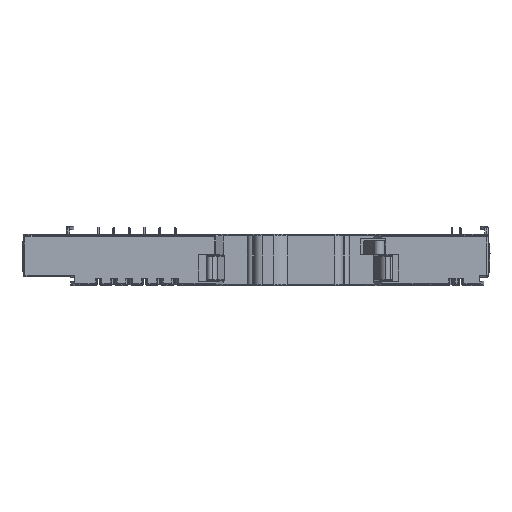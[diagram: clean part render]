
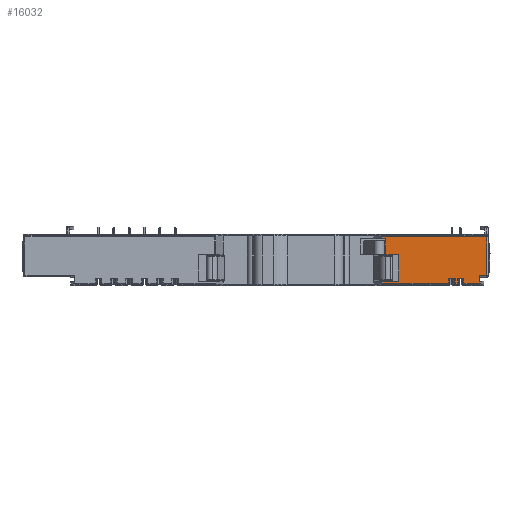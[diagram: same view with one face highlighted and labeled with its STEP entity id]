
A CAD part, front view. The second image highlights one B-rep face of the part: STEP entity #16032.
In plain terms, the highlighted planar face has unit normal (0, -1, 0).
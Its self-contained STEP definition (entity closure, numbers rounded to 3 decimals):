
#1449=DIRECTION('',(1.,0.,0.));
#1450=VECTOR('',#1449,1.6);
#1451=CARTESIAN_POINT('',(45.2,-0.01,-4.3));
#1452=LINE('',#1451,#1450);
#1513=DIRECTION('',(1.,0.,0.));
#1514=VECTOR('',#1513,1.6);
#1515=CARTESIAN_POINT('',(47.2,-0.01,-4.3));
#1516=LINE('',#1515,#1514);
#1769=CARTESIAN_POINT('',(47.2,-0.01,-5.44));
#1898=DIRECTION('',(1.,0.,0.));
#1899=VECTOR('',#1898,0.779);
#1900=CARTESIAN_POINT('',(29.721,-0.01,5.));
#1901=LINE('',#1900,#1899);
#1902=DIRECTION('',(-1.,0.,0.));
#1903=VECTOR('',#1902,24.48);
#1904=CARTESIAN_POINT('',(54.201,-0.01,
5.442));
#1905=LINE('',#1904,#1903);
#1906=DIRECTION('',(0.,0.,-1.));
#1907=VECTOR('',#1906,9.142);
#1908=CARTESIAN_POINT('',(54.201,-0.01,
5.442));
#1909=LINE('',#1908,#1907);
#1910=DIRECTION('',(1.,0.,0.));
#1911=VECTOR('',#1910,1.7);
#1912=CARTESIAN_POINT('',(52.5,-0.01,-3.7));
#1913=LINE('',#1912,#1911);
#1914=CARTESIAN_POINT('',(52.498,-0.01,-5.406));
#1915=CARTESIAN_POINT('',(52.498,-0.01,-5.271));
#1916=CARTESIAN_POINT('',(52.499,-0.01,
-5.135));
#1917=CARTESIAN_POINT('',(52.499,-0.01,-5.));
#1919=CARTESIAN_POINT('',(52.496,-0.01,
-5.44));
#1920=CARTESIAN_POINT('',(52.497,-0.01,
-5.429));
#1921=CARTESIAN_POINT('',(52.498,-0.01,-5.417));
#1922=CARTESIAN_POINT('',(52.498,-0.01,-5.406));
#1924=DIRECTION('',(1.,0.,0.));
#1925=VECTOR('',#1924,3.696);
#1926=CARTESIAN_POINT('',(48.8,-0.01,-5.44));
#1927=LINE('',#1926,#1925);
#1928=DIRECTION('',(0.,0.,-1.));
#1929=VECTOR('',#1928,1.14);
#1930=CARTESIAN_POINT('',(48.8,-0.01,-4.3));
#1931=LINE('',#1930,#1929);
#1932=DIRECTION('',(0.,0.,1.));
#1933=VECTOR('',#1932,1.14);
#1934=CARTESIAN_POINT('',(47.2,-0.01,-5.44));
#1935=LINE('',#1934,#1933);
#1936=DIRECTION('',(1.,0.,0.));
#1937=VECTOR('',#1936,0.4);
#1938=CARTESIAN_POINT('',(46.8,-0.01,-5.44));
#1939=LINE('',#1938,#1937);
#1940=DIRECTION('',(0.,0.,-1.));
#1941=VECTOR('',#1940,1.14);
#1942=CARTESIAN_POINT('',(46.8,-0.01,-4.3));
#1943=LINE('',#1942,#1941);
#1944=DIRECTION('',(0.,0.,1.));
#1945=VECTOR('',#1944,1.14);
#1946=CARTESIAN_POINT('',(45.2,-0.01,-5.44));
#1947=LINE('',#1946,#1945);
#1948=DIRECTION('',(1.,0.,0.));
#1949=VECTOR('',#1948,15.479);
#1950=CARTESIAN_POINT('',(29.721,-0.01,-5.44));
#1951=LINE('',#1950,#1949);
#1952=DIRECTION('',(-1.,0.,0.));
#1953=VECTOR('',#1952,3.779);
#1954=CARTESIAN_POINT('',(33.5,-0.01,-5.));
#1955=LINE('',#1954,#1953);
#1956=DIRECTION('',(0.,0.,-1.));
#1957=VECTOR('',#1956,6.3);
#1958=CARTESIAN_POINT('',(33.5,-0.01,1.3));
#1959=LINE('',#1958,#1957);
#1960=DIRECTION('',(-1.,0.,0.));
#1961=VECTOR('',#1960,3.);
#1962=CARTESIAN_POINT('',(33.5,-0.01,1.3));
#1963=LINE('',#1962,#1961);
#1964=DIRECTION('',(0.,0.,-1.));
#1965=VECTOR('',#1964,3.7);
#1966=CARTESIAN_POINT('',(30.5,-0.01,5.));
#1967=LINE('',#1966,#1965);
#6382=DIRECTION('',(0.001,0.,1.));
#6383=VECTOR('',#6382,1.3);
#6384=CARTESIAN_POINT('',(52.499,-0.01,-5.));
#6385=LINE('',#6384,#6383);
#6474=CARTESIAN_POINT('',(54.201,-0.01,
5.442));
#6491=DIRECTION('',(0.,0.,-1.));
#6492=VECTOR('',#6491,0.44);
#6493=CARTESIAN_POINT('',(29.721,-0.01,-5.));
#6494=LINE('',#6493,#6492);
#6513=DIRECTION('',(0.,0.,-1.));
#6514=VECTOR('',#6513,0.44);
#6515=CARTESIAN_POINT('',(29.721,-0.01,5.44));
#6516=LINE('',#6515,#6514);
#6938=CARTESIAN_POINT('',(45.2,-0.01,-5.44));
#9990=CARTESIAN_POINT('',(48.8,-0.01,-5.44));
#10000=CARTESIAN_POINT('',(46.8,-0.01,-5.44));
#11590=CARTESIAN_POINT('',(52.498,-0.01,-5.406));
#11592=VERTEX_POINT('',#11590);
#11732=CARTESIAN_POINT('',(52.499,-0.01,-5.));
#11733=VERTEX_POINT('',#11732);
#11776=CARTESIAN_POINT('',(45.2,-0.01,-4.3));
#11777=CARTESIAN_POINT('',(46.8,-0.01,-4.3));
#11778=VERTEX_POINT('',#11776);
#11779=VERTEX_POINT('',#11777);
#11780=CARTESIAN_POINT('',(47.2,-0.01,-4.3));
#11781=CARTESIAN_POINT('',(48.8,-0.01,-4.3));
#11782=VERTEX_POINT('',#11780);
#11783=VERTEX_POINT('',#11781);
#11800=CARTESIAN_POINT('',(52.5,-0.01,-3.7));
#11801=CARTESIAN_POINT('',(54.2,-0.01,-3.7));
#11802=VERTEX_POINT('',#11800);
#11803=VERTEX_POINT('',#11801);
#12063=VERTEX_POINT('',#1769);
#12067=VERTEX_POINT('',#10000);
#12068=VERTEX_POINT('',#6938);
#12070=CARTESIAN_POINT('',(29.721,-0.01,-5.44));
#12071=VERTEX_POINT('',#12070);
#12106=VERTEX_POINT('',#9990);
#12107=CARTESIAN_POINT('',(52.496,-0.01,-5.44));
#12108=VERTEX_POINT('',#12107);
#12875=VERTEX_POINT('',#6474);
#12947=CARTESIAN_POINT('',(29.721,-0.01,5.44));
#12949=VERTEX_POINT('',#12947);
#13938=CARTESIAN_POINT('',(33.5,-0.01,1.3));
#13939=VERTEX_POINT('',#13938);
#13940=CARTESIAN_POINT('',(33.5,-0.01,-5.));
#13941=VERTEX_POINT('',#13940);
#13948=CARTESIAN_POINT('',(29.721,-0.01,-5.));
#13949=VERTEX_POINT('',#13948);
#14124=CARTESIAN_POINT('',(29.721,-0.01,5.));
#14125=CARTESIAN_POINT('',(30.5,-0.01,5.));
#14126=VERTEX_POINT('',#14124);
#14127=VERTEX_POINT('',#14125);
#14128=CARTESIAN_POINT('',(30.5,-0.01,1.3));
#14129=VERTEX_POINT('',#14128);
#15987=CARTESIAN_POINT('',(-54.5,-0.01,-6.));
#15988=DIRECTION('',(0.,-1.,0.));
#15989=DIRECTION('',(1.,0.,0.));
#15990=AXIS2_PLACEMENT_3D('',#15987,#15988,#15989);
#15991=PLANE('',#15990);
#15993=ORIENTED_EDGE('',*,*,#15992,.F.);
#15995=ORIENTED_EDGE('',*,*,#15994,.F.);
#15997=ORIENTED_EDGE('',*,*,#15996,.F.);
#15999=ORIENTED_EDGE('',*,*,#15998,.T.);
#16001=ORIENTED_EDGE('',*,*,#16000,.F.);
#16003=ORIENTED_EDGE('',*,*,#16002,.F.);
#16004=ORIENTED_EDGE('',*,*,#15387,.F.);
#16005=ORIENTED_EDGE('',*,*,#15408,.F.);
#16007=ORIENTED_EDGE('',*,*,#16006,.F.);
#16009=ORIENTED_EDGE('',*,*,#16008,.F.);
#16010=ORIENTED_EDGE('',*,*,#15599,.F.);
#16011=ORIENTED_EDGE('',*,*,#15901,.F.);
#16012=ORIENTED_EDGE('',*,*,#15890,.F.);
#16014=ORIENTED_EDGE('',*,*,#16013,.F.);
#16015=ORIENTED_EDGE('',*,*,#15501,.F.);
#16017=ORIENTED_EDGE('',*,*,#16016,.F.);
#16019=ORIENTED_EDGE('',*,*,#16018,.F.);
#16021=ORIENTED_EDGE('',*,*,#16020,.F.);
#16023=ORIENTED_EDGE('',*,*,#16022,.F.);
#16025=ORIENTED_EDGE('',*,*,#16024,.F.);
#16027=ORIENTED_EDGE('',*,*,#16026,.T.);
#16029=ORIENTED_EDGE('',*,*,#16028,.F.);
#16030=EDGE_LOOP('',(#15993,#15995,#15997,#15999,#16001,#16003,#16004,#16005,
#16007,#16009,#16010,#16011,#16012,#16014,#16015,#16017,#16019,#16021,#16023,
#16025,#16027,#16029));
#16031=FACE_OUTER_BOUND('',#16030,.F.);
#16032=ADVANCED_FACE('',(#16031),#15991,.T.);
#1918=B_SPLINE_CURVE_WITH_KNOTS('',3,(#1914,#1915,#1916,#1917),.UNSPECIFIED.,
.F.,.F.,(4,4),(0.,1.),.UNSPECIFIED.);
#1923=B_SPLINE_CURVE_WITH_KNOTS('',3,(#1919,#1920,#1921,#1922),.UNSPECIFIED.,
.F.,.F.,(4,4),(0.,1.),.UNSPECIFIED.);
#15387=EDGE_CURVE('',#11592,#11733,#1918,.T.);
#15408=EDGE_CURVE('',#12108,#11592,#1923,.T.);
#15501=EDGE_CURVE('',#11778,#11779,#1452,.T.);
#15599=EDGE_CURVE('',#11782,#11783,#1516,.T.);
#15890=EDGE_CURVE('',#12067,#12063,#1939,.T.);
#15901=EDGE_CURVE('',#12063,#11782,#1935,.T.);
#15992=EDGE_CURVE('',#14126,#14127,#1901,.T.);
#15994=EDGE_CURVE('',#12949,#14126,#6516,.T.);
#15996=EDGE_CURVE('',#12875,#12949,#1905,.T.);
#15998=EDGE_CURVE('',#12875,#11803,#1909,.T.);
#16000=EDGE_CURVE('',#11802,#11803,#1913,.T.);
#16002=EDGE_CURVE('',#11733,#11802,#6385,.T.);
#16006=EDGE_CURVE('',#12106,#12108,#1927,.T.);
#16008=EDGE_CURVE('',#11783,#12106,#1931,.T.);
#16013=EDGE_CURVE('',#11779,#12067,#1943,.T.);
#16016=EDGE_CURVE('',#12068,#11778,#1947,.T.);
#16018=EDGE_CURVE('',#12071,#12068,#1951,.T.);
#16020=EDGE_CURVE('',#13949,#12071,#6494,.T.);
#16022=EDGE_CURVE('',#13941,#13949,#1955,.T.);
#16024=EDGE_CURVE('',#13939,#13941,#1959,.T.);
#16026=EDGE_CURVE('',#13939,#14129,#1963,.T.);
#16028=EDGE_CURVE('',#14127,#14129,#1967,.T.);
